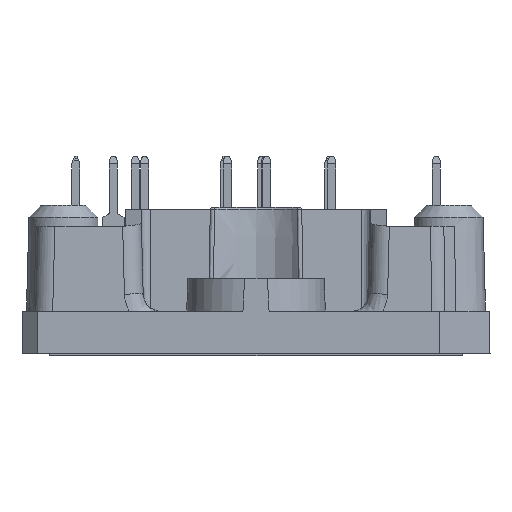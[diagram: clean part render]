
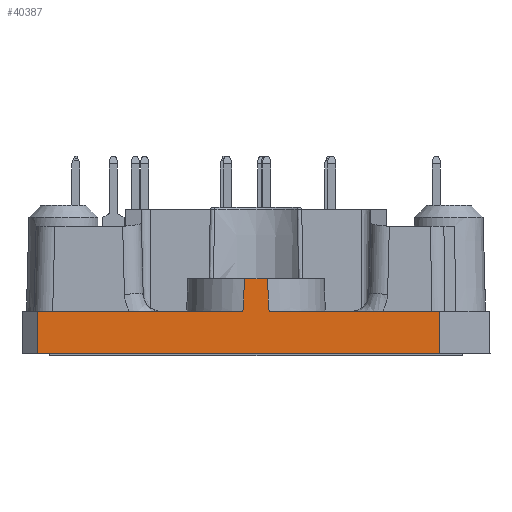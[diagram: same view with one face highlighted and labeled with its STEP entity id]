
A CAD part, left-side view. The second image highlights one B-rep face of the part: STEP entity #40387.
In plain terms, the highlighted planar face has unit normal (-1, 0, 0.018).
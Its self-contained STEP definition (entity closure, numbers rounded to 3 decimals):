
#2373=B_SPLINE_CURVE_WITH_KNOTS('',3,(#60242,#60243,#60244,#60245),
 .UNSPECIFIED.,.F.,.F.,(4,4),(0.,0.003),.UNSPECIFIED.);
#2376=B_SPLINE_CURVE_WITH_KNOTS('',3,(#60263,#60264,#60265,#60266),
 .UNSPECIFIED.,.F.,.F.,(4,4),(0.,0.003),.UNSPECIFIED.);
#5013=ORIENTED_EDGE('',*,*,#13111,.F.);
#5014=ORIENTED_EDGE('',*,*,#13231,.T.);
#5015=ORIENTED_EDGE('',*,*,#13165,.T.);
#5016=ORIENTED_EDGE('',*,*,#13232,.T.);
#5017=ORIENTED_EDGE('',*,*,#13088,.F.);
#5018=ORIENTED_EDGE('',*,*,#12970,.T.);
#5019=ORIENTED_EDGE('',*,*,#13002,.T.);
#5020=ORIENTED_EDGE('',*,*,#12976,.F.);
#12970=EDGE_CURVE('',#16932,#16931,#2373,.T.);
#12976=EDGE_CURVE('',#16936,#16937,#2376,.T.);
#13002=EDGE_CURVE('',#16931,#16937,#19689,.F.);
#13088=EDGE_CURVE('',#16932,#17023,#19726,.F.);
#13111=EDGE_CURVE('',#17041,#16936,#19742,.F.);
#13165=EDGE_CURVE('',#17090,#17089,#19768,.F.);
#13231=EDGE_CURVE('',#17041,#17090,#19819,.F.);
#13232=EDGE_CURVE('',#17089,#17023,#19820,.F.);
#16931=VERTEX_POINT('',#60241);
#16932=VERTEX_POINT('',#60246);
#16936=VERTEX_POINT('',#60262);
#16937=VERTEX_POINT('',#60267);
#17023=VERTEX_POINT('',#60606);
#17041=VERTEX_POINT('',#60656);
#17089=VERTEX_POINT('',#60767);
#17090=VERTEX_POINT('',#60769);
#19689=LINE('',#60345,#22453);
#19726=LINE('',#60605,#22490);
#19742=LINE('',#60657,#22506);
#19768=LINE('',#60768,#22532);
#19819=LINE('',#60903,#22583);
#19820=LINE('',#60904,#22584);
#22453=VECTOR('',#46302,1000.);
#22490=VECTOR('',#46421,1000.);
#22506=VECTOR('',#46453,1000.);
#22532=VECTOR('',#46535,1000.);
#22583=VECTOR('',#46642,1000.);
#22584=VECTOR('',#46643,1000.);
#24937=EDGE_LOOP('',(#5013,#5014,#5015,#5016,#5017,#5018,#5019,#5020));
#26651=FACE_BOUND('',#24937,.T.);
#28054=PLANE('',#42233);
#40387=ADVANCED_FACE('',(#26651),#28054,.T.);
#42233=AXIS2_PLACEMENT_3D('',#60902,#46640,#46641);
#46302=DIRECTION('',(0.,-1.,0.));
#46421=DIRECTION('',(0.,1.,0.));
#46453=DIRECTION('',(0.,1.,0.));
#46535=DIRECTION('',(0.,1.,0.));
#46640=DIRECTION('',(-1.,0.,0.017));
#46641=DIRECTION('',(0.017,0.,1.));
#46642=DIRECTION('',(0.017,-0.017,1.));
#46643=DIRECTION('',(-0.017,-0.007,-1.));
#60241=CARTESIAN_POINT('',(-40.895,-0.913,6.));
#60242=CARTESIAN_POINT('',(-40.941,-1.044,3.4));
#60243=CARTESIAN_POINT('',(-40.926,-1.003,4.267));
#60244=CARTESIAN_POINT('',(-40.91,-0.959,5.133));
#60245=CARTESIAN_POINT('',(-40.895,-0.913,6.));
#60246=CARTESIAN_POINT('',(-40.941,-1.044,3.4));
#60262=CARTESIAN_POINT('',(-40.941,1.044,3.4));
#60263=CARTESIAN_POINT('',(-40.941,1.044,3.4));
#60264=CARTESIAN_POINT('',(-40.926,1.003,4.267));
#60265=CARTESIAN_POINT('',(-40.91,0.959,5.133));
#60266=CARTESIAN_POINT('',(-40.895,0.913,6.));
#60267=CARTESIAN_POINT('',(-40.895,0.913,6.));
#60345=CARTESIAN_POINT('',(-40.895,0.,6.));
#60605=CARTESIAN_POINT('',(-40.941,0.,3.4));
#60606=CARTESIAN_POINT('',(-40.941,-14.675,3.4));
#60656=CARTESIAN_POINT('',(-40.941,17.43,3.4));
#60657=CARTESIAN_POINT('',(-40.941,0.,3.4));
#60767=CARTESIAN_POINT('',(-41.,-14.7,0.));
#60768=CARTESIAN_POINT('',(-41.,0.,0.));
#60769=CARTESIAN_POINT('',(-41.,17.49,0.));
#60902=CARTESIAN_POINT('',(-41.,0.,0.));
#60903=CARTESIAN_POINT('',(-40.995,17.484,0.305));
#60904=CARTESIAN_POINT('',(-40.998,-14.699,0.134));
